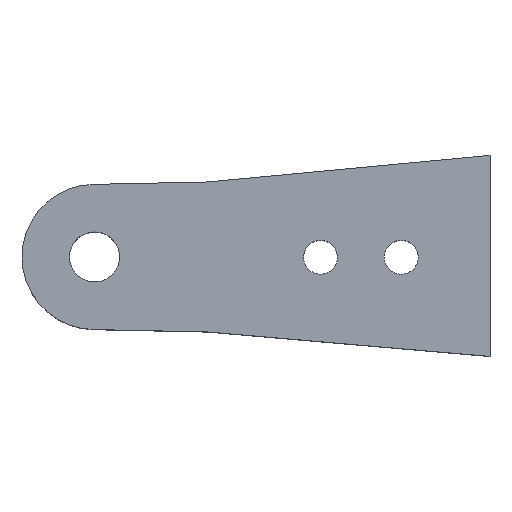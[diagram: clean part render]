
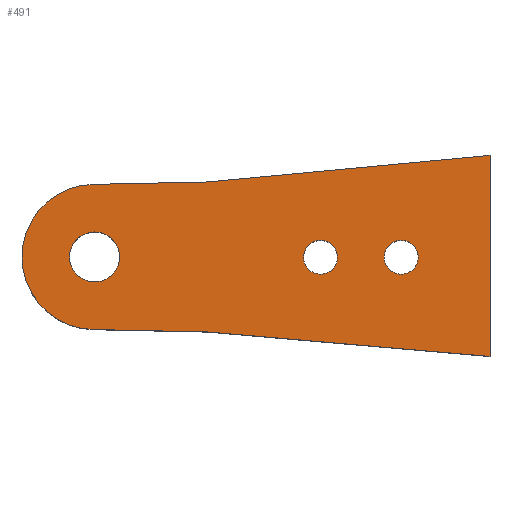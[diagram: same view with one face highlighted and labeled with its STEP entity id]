
A CAD part, top view. The second image highlights one B-rep face of the part: STEP entity #491.
In plain terms, the highlighted planar face has unit normal (0, 0, 1).
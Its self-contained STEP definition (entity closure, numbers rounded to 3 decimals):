
#25=FACE_BOUND('',#122,.T.);
#26=FACE_BOUND('',#123,.T.);
#27=FACE_BOUND('',#124,.T.);
#33=CIRCLE('',#523,9.);
#34=CIRCLE('',#527,3.1);
#39=CIRCLE('',#538,2.1);
#40=CIRCLE('',#540,2.1);
#59=PLANE('',#551);
#85=FACE_OUTER_BOUND('',#121,.T.);
#121=EDGE_LOOP('',(#447,#448,#449,#450,#451,#452));
#122=EDGE_LOOP('',(#453));
#123=EDGE_LOOP('',(#454));
#124=EDGE_LOOP('',(#455));
#136=LINE('',#733,#181);
#143=LINE('',#750,#188);
#165=LINE('',#816,#210);
#167=LINE('',#820,#212);
#169=LINE('',#823,#214);
#181=VECTOR('',#593,10.);
#188=VECTOR('',#612,10.);
#210=VECTOR('',#680,10.);
#212=VECTOR('',#684,10.);
#214=VECTOR('',#688,10.);
#233=VERTEX_POINT('',#730);
#234=VERTEX_POINT('',#732);
#236=VERTEX_POINT('',#740);
#238=VERTEX_POINT('',#748);
#239=VERTEX_POINT('',#752);
#252=VERTEX_POINT('',#789);
#253=VERTEX_POINT('',#793);
#259=VERTEX_POINT('',#815);
#260=VERTEX_POINT('',#819);
#280=EDGE_CURVE('',#234,#233,#136,.T.);
#285=EDGE_CURVE('',#233,#236,#33,.T.);
#289=EDGE_CURVE('',#236,#238,#143,.T.);
#290=EDGE_CURVE('',#239,#239,#34,.T.);
#308=EDGE_CURVE('',#252,#252,#39,.T.);
#310=EDGE_CURVE('',#253,#253,#40,.T.);
#321=EDGE_CURVE('',#259,#234,#165,.T.);
#323=EDGE_CURVE('',#260,#259,#167,.T.);
#325=EDGE_CURVE('',#238,#260,#169,.T.);
#447=ORIENTED_EDGE('',*,*,#325,.T.);
#448=ORIENTED_EDGE('',*,*,#323,.T.);
#449=ORIENTED_EDGE('',*,*,#321,.T.);
#450=ORIENTED_EDGE('',*,*,#280,.T.);
#451=ORIENTED_EDGE('',*,*,#285,.T.);
#452=ORIENTED_EDGE('',*,*,#289,.T.);
#453=ORIENTED_EDGE('',*,*,#310,.T.);
#454=ORIENTED_EDGE('',*,*,#308,.T.);
#455=ORIENTED_EDGE('',*,*,#290,.T.);
#491=ADVANCED_FACE('',(#85,#25,#26,#27),#59,.T.);
#523=AXIS2_PLACEMENT_3D('',#742,#603,#604);
#527=AXIS2_PLACEMENT_3D('',#753,#615,#616);
#538=AXIS2_PLACEMENT_3D('',#790,#650,#651);
#540=AXIS2_PLACEMENT_3D('',#794,#655,#656);
#551=AXIS2_PLACEMENT_3D('',#824,#689,#690);
#593=DIRECTION('',(-1.,-0.021,0.));
#603=DIRECTION('center_axis',(0.,0.,1.));
#604=DIRECTION('ref_axis',(-1.,0.,0.));
#612=DIRECTION('',(1.,-0.021,0.));
#615=DIRECTION('center_axis',(0.,0.,-1.));
#616=DIRECTION('ref_axis',(-1.,0.,0.));
#650=DIRECTION('center_axis',(0.,0.,-1.));
#651=DIRECTION('ref_axis',(-1.,0.,0.));
#655=DIRECTION('center_axis',(0.,0.,-1.));
#656=DIRECTION('ref_axis',(-1.,0.,0.));
#680=DIRECTION('',(-0.996,-0.094,0.));
#684=DIRECTION('',(0.,1.,0.));
#688=DIRECTION('',(0.996,-0.086,0.));
#689=DIRECTION('center_axis',(0.,0.,1.));
#690=DIRECTION('ref_axis',(-1.,0.,0.));
#730=CARTESIAN_POINT('',(-183.186,9.036,17.));
#732=CARTESIAN_POINT('',(-169.,9.33,17.));
#733=CARTESIAN_POINT('',(-169.,9.33,17.));
#740=CARTESIAN_POINT('',(-183.186,-8.96,17.));
#742=CARTESIAN_POINT('Origin',(-183.,0.038,17.));
#748=CARTESIAN_POINT('',(-169.,-9.254,17.));
#750=CARTESIAN_POINT('',(-169.,-9.254,17.));
#752=CARTESIAN_POINT('',(-179.9,0.038,17.));
#753=CARTESIAN_POINT('Origin',(-183.,0.038,17.));
#789=CARTESIAN_POINT('',(-142.9,0.,17.));
#790=CARTESIAN_POINT('Origin',(-145.,0.,
17.));
#793=CARTESIAN_POINT('',(-152.9,0.,17.));
#794=CARTESIAN_POINT('Origin',(-155.,0.,
17.));
#815=CARTESIAN_POINT('',(-134.,12.62,17.));
#816=CARTESIAN_POINT('',(-134.,12.62,17.));
#819=CARTESIAN_POINT('',(-134.,-12.285,17.));
#820=CARTESIAN_POINT('',(-134.,-12.285,17.));
#823=CARTESIAN_POINT('',(-169.,-9.254,17.));
#824=CARTESIAN_POINT('Origin',(-163.,0.167,17.));
